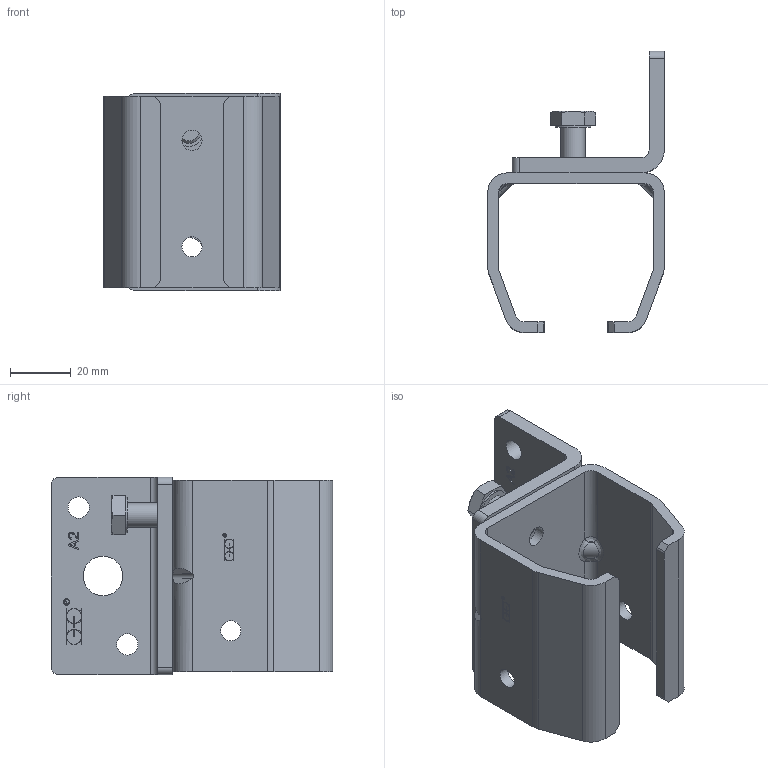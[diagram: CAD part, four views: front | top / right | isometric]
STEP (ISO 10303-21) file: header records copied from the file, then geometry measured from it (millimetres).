
FILE_DESCRIPTION(/* description */ ('Support Fixation Mural'),/* implementation_level */ '2;1');
FILE_NAME(/* name */ '9048VXA2.stp',/* time_stamp */ '2019-08-23T08:53:03+02:00',/* author */ ('Florian'),/* organization */ (''),/* preprocessor_version */ 'ST-DEVELOPER v17.2',/* originating_system */ 'Autodesk Inventor 2019',/* authorisation */ '');
FILE_SCHEMA (('AUTOMOTIVE_DESIGN { 1 0 10303 214 3 1 1 }'));
Length unit declared in the file: millimetre
Products named in the file (4): 9048VXA2; 18377; 18389B; 04023
Assembly tree (3 placements, depth 2):
  9048VXA2
    18377
    18389B
    04023
Bounding box: 58 x 92.5 x 65 mm (x, y, z)
Volume: 63551.3 mm3; surface area: 36121.5 mm2
Topology: 3 solids, 3 shells, 384 faces, 988 edges, 655 vertices
Faces by surface type: plane 229, cylinder 77, bspline 68, cone 7, sphere 3
Full cylindrical faces by diameter (mm): 1.151 x2, 1.25 x2, 1.918 x1, 2.083 x1, 6.647 x4, 7 x2, 8 x1, 10 x2, 11.63 x1, 13 x1
Entity records: 12473 total; most frequent: CARTESIAN_POINT 3196, ORIENTED_EDGE 1976, DIRECTION 1683, EDGE_CURVE 988, LINE 659, VECTOR 659, VERTEX_POINT 655, AXIS2_PLACEMENT_3D 512
